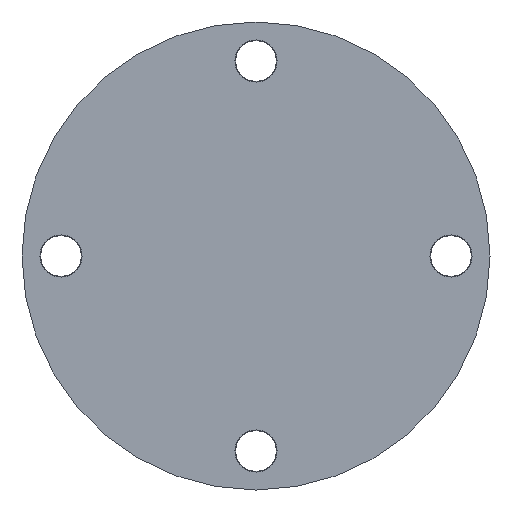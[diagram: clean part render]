
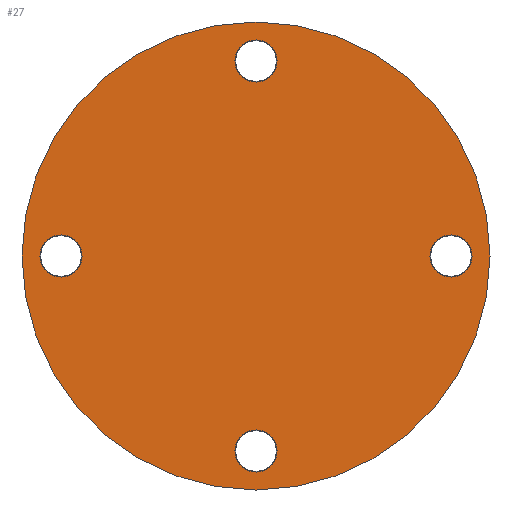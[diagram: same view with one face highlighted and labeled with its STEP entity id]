
A CAD part, front view. The second image highlights one B-rep face of the part: STEP entity #27.
In plain terms, the highlighted planar face has unit normal (0, -1, 0).
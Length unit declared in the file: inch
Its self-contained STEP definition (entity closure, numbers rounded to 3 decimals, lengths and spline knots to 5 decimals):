
#10 = EDGE_CURVE ( 'NONE', #1671, #7531, #183, .T. ) ;
#27 = ADVANCED_FACE ( 'NONE', ( #8309, #9122, #1976, #6302, #6568 ), #1598, .F. ) ;
#183 = CIRCLE ( 'NONE', #2589, 0.405 ) ;
#523 = EDGE_CURVE ( 'NONE', #10503, #2967, #3552, .T. ) ;
#581 = DIRECTION ( 'NONE',  ( 0., 1., 0. ) ) ;
#789 = DIRECTION ( 'NONE',  ( 0., 1., 0. ) ) ;
#888 = DIRECTION ( 'NONE',  ( 0., 1., 0. ) ) ;
#1038 = DIRECTION ( 'NONE',  ( 0., 0., 1. ) ) ;
#1061 = CIRCLE ( 'NONE', #1566, 4.5 ) ;
#1405 = CARTESIAN_POINT ( 'NONE',  ( 0., 0., -3.75 ) ) ;
#1408 = ORIENTED_EDGE ( 'NONE', *, *, #7348, .T. ) ;
#1410 = CARTESIAN_POINT ( 'NONE',  ( -3.75, 0., 0. ) ) ;
#1426 = VERTEX_POINT ( 'NONE', #6577 ) ;
#1566 = AXIS2_PLACEMENT_3D ( 'NONE', #1808, #6942, #7773 ) ;
#1598 = PLANE ( 'NONE',  #8178 ) ;
#1671 = VERTEX_POINT ( 'NONE', #8845 ) ;
#1708 = DIRECTION ( 'NONE',  ( 0., 0., 1. ) ) ;
#1808 = CARTESIAN_POINT ( 'NONE',  ( 0., 0., 0. ) ) ;
#1976 = FACE_BOUND ( 'NONE', #4456, .T. ) ;
#2003 = VERTEX_POINT ( 'NONE', #10175 ) ;
#2049 = CARTESIAN_POINT ( 'NONE',  ( -3.75, 0., 0. ) ) ;
#2077 = CARTESIAN_POINT ( 'NONE',  ( 0., 0., -4.155 ) ) ;
#2284 = VERTEX_POINT ( 'NONE', #6165 ) ;
#2589 = AXIS2_PLACEMENT_3D ( 'NONE', #3488, #4209, #1708 ) ;
#2622 = CIRCLE ( 'NONE', #3875, 0.405 ) ;
#2625 = EDGE_LOOP ( 'NONE', ( #6183, #4059 ) ) ;
#2664 = CARTESIAN_POINT ( 'NONE',  ( 3.75, 0., 0. ) ) ;
#2772 = CARTESIAN_POINT ( 'NONE',  ( 0., 0., -3.75 ) ) ;
#2838 = DIRECTION ( 'NONE',  ( 0., 1., 0. ) ) ;
#2921 = DIRECTION ( 'NONE',  ( 0., 0., 1. ) ) ;
#2967 = VERTEX_POINT ( 'NONE', #9733 ) ;
#3020 = ORIENTED_EDGE ( 'NONE', *, *, #6905, .T. ) ;
#3131 = CIRCLE ( 'NONE', #8361, 0.405 ) ;
#3215 = CARTESIAN_POINT ( 'NONE',  ( 0., 0., 3.75 ) ) ;
#3317 = VERTEX_POINT ( 'NONE', #7792 ) ;
#3409 = VERTEX_POINT ( 'NONE', #4608 ) ;
#3488 = CARTESIAN_POINT ( 'NONE',  ( 0., 0., 3.75 ) ) ;
#3552 = CIRCLE ( 'NONE', #5791, 0.405 ) ;
#3620 = VERTEX_POINT ( 'NONE', #2077 ) ;
#3641 = DIRECTION ( 'NONE',  ( 0., 1., 0. ) ) ;
#3817 = AXIS2_PLACEMENT_3D ( 'NONE', #2049, #8085, #2921 ) ;
#3875 = AXIS2_PLACEMENT_3D ( 'NONE', #1410, #9150, #5663 ) ;
#4059 = ORIENTED_EDGE ( 'NONE', *, *, #7795, .T. ) ;
#4209 = DIRECTION ( 'NONE',  ( 0., 1., 0. ) ) ;
#4298 = EDGE_CURVE ( 'NONE', #3317, #2284, #10182, .T. ) ;
#4456 = EDGE_LOOP ( 'NONE', ( #10899, #8441 ) ) ;
#4608 = CARTESIAN_POINT ( 'NONE',  ( 0., 0., -3.345 ) ) ;
#4892 = EDGE_CURVE ( 'NONE', #2003, #1426, #2622, .T. ) ;
#4897 = AXIS2_PLACEMENT_3D ( 'NONE', #1405, #5660, #10803 ) ;
#5410 = CIRCLE ( 'NONE', #7214, 0.405 ) ;
#5649 = EDGE_LOOP ( 'NONE', ( #1408, #6296 ) ) ;
#5660 = DIRECTION ( 'NONE',  ( 0., 1., 0. ) ) ;
#5663 = DIRECTION ( 'NONE',  ( 0., 0., 1. ) ) ;
#5791 = AXIS2_PLACEMENT_3D ( 'NONE', #2664, #8696, #10442 ) ;
#6165 = CARTESIAN_POINT ( 'NONE',  ( 0., 0., -4.5 ) ) ;
#6183 = ORIENTED_EDGE ( 'NONE', *, *, #4892, .T. ) ;
#6296 = ORIENTED_EDGE ( 'NONE', *, *, #523, .T. ) ;
#6302 = FACE_BOUND ( 'NONE', #2625, .T. ) ;
#6317 = CARTESIAN_POINT ( 'NONE',  ( 0., 0., 0. ) ) ;
#6568 = FACE_OUTER_BOUND ( 'NONE', #7400, .T. ) ;
#6569 = CIRCLE ( 'NONE', #3817, 0.405 ) ;
#6577 = CARTESIAN_POINT ( 'NONE',  ( -3.75, 0., -0.405 ) ) ;
#6847 = CARTESIAN_POINT ( 'NONE',  ( 3.75, 0., 0. ) ) ;
#6886 = DIRECTION ( 'NONE',  ( 0., 0., 1. ) ) ;
#6905 = EDGE_CURVE ( 'NONE', #3620, #3409, #9642, .T. ) ;
#6942 = DIRECTION ( 'NONE',  ( 0., 1., 0. ) ) ;
#7058 = ORIENTED_EDGE ( 'NONE', *, *, #9374, .T. ) ;
#7214 = AXIS2_PLACEMENT_3D ( 'NONE', #2772, #3641, #9515 ) ;
#7348 = EDGE_CURVE ( 'NONE', #2967, #10503, #10905, .T. ) ;
#7400 = EDGE_LOOP ( 'NONE', ( #8842, #8808 ) ) ;
#7531 = VERTEX_POINT ( 'NONE', #9580 ) ;
#7773 = DIRECTION ( 'NONE',  ( 0., 0., 1. ) ) ;
#7792 = CARTESIAN_POINT ( 'NONE',  ( 0., 0., 4.5 ) ) ;
#7795 = EDGE_CURVE ( 'NONE', #1426, #2003, #6569, .T. ) ;
#8085 = DIRECTION ( 'NONE',  ( 0., 1., 0. ) ) ;
#8178 = AXIS2_PLACEMENT_3D ( 'NONE', #10250, #789, #6886 ) ;
#8309 = FACE_BOUND ( 'NONE', #9405, .T. ) ;
#8361 = AXIS2_PLACEMENT_3D ( 'NONE', #3215, #581, #10964 ) ;
#8441 = ORIENTED_EDGE ( 'NONE', *, *, #10, .T. ) ;
#8601 = CARTESIAN_POINT ( 'NONE',  ( 3.75, 0., -0.405 ) ) ;
#8696 = DIRECTION ( 'NONE',  ( 0., 1., 0. ) ) ;
#8808 = ORIENTED_EDGE ( 'NONE', *, *, #4298, .F. ) ;
#8842 = ORIENTED_EDGE ( 'NONE', *, *, #10528, .F. ) ;
#8845 = CARTESIAN_POINT ( 'NONE',  ( 0., 0., 3.345 ) ) ;
#9122 = FACE_BOUND ( 'NONE', #5649, .T. ) ;
#9136 = EDGE_CURVE ( 'NONE', #7531, #1671, #3131, .T. ) ;
#9150 = DIRECTION ( 'NONE',  ( 0., 1., 0. ) ) ;
#9374 = EDGE_CURVE ( 'NONE', #3409, #3620, #5410, .T. ) ;
#9405 = EDGE_LOOP ( 'NONE', ( #7058, #3020 ) ) ;
#9507 = DIRECTION ( 'NONE',  ( 0., 0., 1. ) ) ;
#9515 = DIRECTION ( 'NONE',  ( 0., 0., 1. ) ) ;
#9580 = CARTESIAN_POINT ( 'NONE',  ( 0., 0., 4.155 ) ) ;
#9642 = CIRCLE ( 'NONE', #4897, 0.405 ) ;
#9733 = CARTESIAN_POINT ( 'NONE',  ( 3.75, 0., 0.405 ) ) ;
#10175 = CARTESIAN_POINT ( 'NONE',  ( -3.75, 0., 0.405 ) ) ;
#10182 = CIRCLE ( 'NONE', #10658, 4.5 ) ;
#10250 = CARTESIAN_POINT ( 'NONE',  ( 0., 0., 0. ) ) ;
#10442 = DIRECTION ( 'NONE',  ( 0., 0., 1. ) ) ;
#10503 = VERTEX_POINT ( 'NONE', #8601 ) ;
#10528 = EDGE_CURVE ( 'NONE', #2284, #3317, #1061, .T. ) ;
#10658 = AXIS2_PLACEMENT_3D ( 'NONE', #6317, #2838, #1038 ) ;
#10803 = DIRECTION ( 'NONE',  ( 0., 0., 1. ) ) ;
#10899 = ORIENTED_EDGE ( 'NONE', *, *, #9136, .T. ) ;
#10905 = CIRCLE ( 'NONE', #11049, 0.405 ) ;
#10964 = DIRECTION ( 'NONE',  ( 0., 0., 1. ) ) ;
#11049 = AXIS2_PLACEMENT_3D ( 'NONE', #6847, #888, #9507 ) ;
